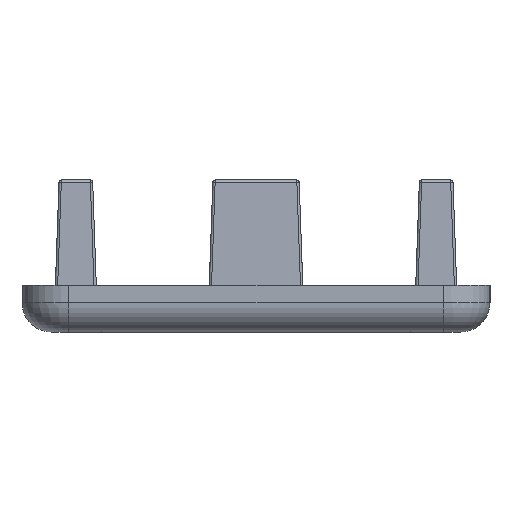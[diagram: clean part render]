
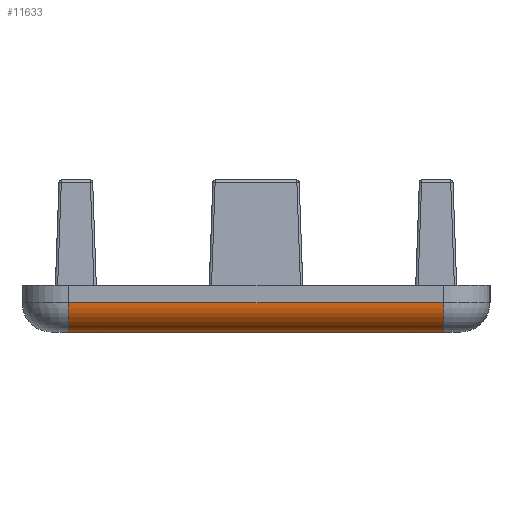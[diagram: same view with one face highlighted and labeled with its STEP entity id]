
A CAD part, left-side view. The second image highlights one B-rep face of the part: STEP entity #11633.
In plain terms, the highlighted cylindrical face has radius 2.5 mm (diameter 5 mm), a partial arc.
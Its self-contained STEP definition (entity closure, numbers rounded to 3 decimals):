
#264 = CARTESIAN_POINT ( 'NONE',  ( -17.5, 16., 2.5 ) ) ;
#325 = DIRECTION ( 'NONE',  ( 0., 1., 0. ) ) ;
#543 = VERTEX_POINT ( 'NONE', #2363 ) ;
#734 = CIRCLE ( 'NONE', #9249, 2.5 ) ;
#1307 = DIRECTION ( 'NONE',  ( 0., 0., 1. ) ) ;
#1334 = DIRECTION ( 'NONE',  ( 0., -1., 0. ) ) ;
#1827 = EDGE_CURVE ( 'NONE', #10656, #2044, #11614, .T. ) ;
#1903 = CARTESIAN_POINT ( 'NONE',  ( -20., 16., 2.5 ) ) ;
#2044 = VERTEX_POINT ( 'NONE', #8027 ) ;
#2363 = CARTESIAN_POINT ( 'NONE',  ( -20., -16., 2.5 ) ) ;
#2592 = ORIENTED_EDGE ( 'NONE', *, *, #3416, .F. ) ;
#2980 = EDGE_CURVE ( 'NONE', #2044, #12491, #734, .T. ) ;
#3416 = EDGE_CURVE ( 'NONE', #12491, #543, #12597, .T. ) ;
#4345 = VECTOR ( 'NONE', #12802, 1000. ) ;
#4609 = CIRCLE ( 'NONE', #12200, 2.5 ) ;
#4912 = ORIENTED_EDGE ( 'NONE', *, *, #11487, .F. ) ;
#5082 = CYLINDRICAL_SURFACE ( 'NONE', #11262, 2.5 ) ;
#5486 = CARTESIAN_POINT ( 'NONE',  ( -17.5, 16., 0. ) ) ;
#6549 = CARTESIAN_POINT ( 'NONE',  ( -20., -16., 2.5 ) ) ;
#6792 = DIRECTION ( 'NONE',  ( 0., 1., 0. ) ) ;
#6827 = CARTESIAN_POINT ( 'NONE',  ( -17.5, -16., 0. ) ) ;
#7507 = DIRECTION ( 'NONE',  ( 0., 1., 0. ) ) ;
#7542 = CARTESIAN_POINT ( 'NONE',  ( -17.5, -16., 2.5 ) ) ;
#8016 = EDGE_LOOP ( 'NONE', ( #10172, #12874, #4912, #2592 ) ) ;
#8027 = CARTESIAN_POINT ( 'NONE',  ( -17.5, 16., 0. ) ) ;
#8588 = DIRECTION ( 'NONE',  ( 0., 0., -1. ) ) ;
#8852 = CARTESIAN_POINT ( 'NONE',  ( -17.5, 20., 2.5 ) ) ;
#9249 = AXIS2_PLACEMENT_3D ( 'NONE', #264, #7507, #1307 ) ;
#9901 = DIRECTION ( 'NONE',  ( -1., 0., 0. ) ) ;
#10172 = ORIENTED_EDGE ( 'NONE', *, *, #2980, .F. ) ;
#10598 = FACE_OUTER_BOUND ( 'NONE', #8016, .T. ) ;
#10650 = VECTOR ( 'NONE', #325, 1000. ) ;
#10656 = VERTEX_POINT ( 'NONE', #6827 ) ;
#11262 = AXIS2_PLACEMENT_3D ( 'NONE', #8852, #6792, #9901 ) ;
#11487 = EDGE_CURVE ( 'NONE', #543, #10656, #4609, .T. ) ;
#11614 = LINE ( 'NONE', #5486, #10650 ) ;
#11633 = ADVANCED_FACE ( 'NONE', ( #10598 ), #5082, .T. ) ;
#12200 = AXIS2_PLACEMENT_3D ( 'NONE', #7542, #1334, #8588 ) ;
#12491 = VERTEX_POINT ( 'NONE', #1903 ) ;
#12597 = LINE ( 'NONE', #6549, #4345 ) ;
#12802 = DIRECTION ( 'NONE',  ( 0., -1., 0. ) ) ;
#12874 = ORIENTED_EDGE ( 'NONE', *, *, #1827, .F. ) ;
